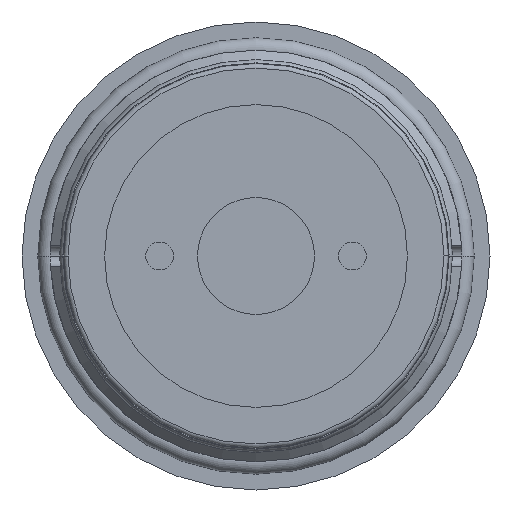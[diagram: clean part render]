
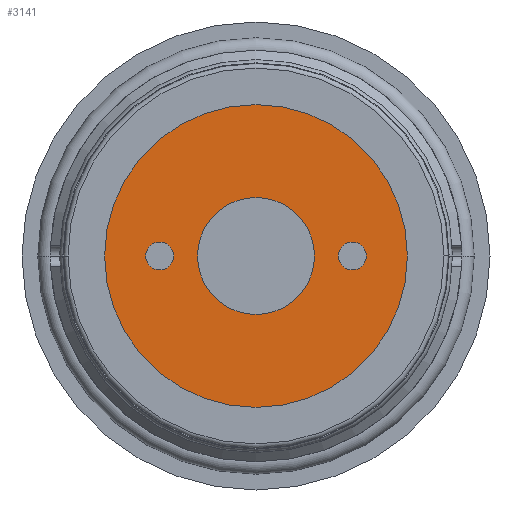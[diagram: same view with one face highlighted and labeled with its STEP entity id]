
A CAD part, front view. The second image highlights one B-rep face of the part: STEP entity #3141.
In plain terms, the highlighted face is planar.
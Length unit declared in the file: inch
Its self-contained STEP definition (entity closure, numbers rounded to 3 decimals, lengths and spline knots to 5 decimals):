
#2717=CARTESIAN_POINT('',(0.,0.,0.));
#2718=DIRECTION('',(-1.,0.,0.));
#2719=DIRECTION('',(0.,1.,0.));
#2720=AXIS2_PLACEMENT_3D('',#2717,#2718,#2719);
#2726=CARTESIAN_POINT('',(0.,0.,0.));
#2727=DIRECTION('',(-1.,0.,0.));
#2728=DIRECTION('',(0.,-1.,0.));
#2729=AXIS2_PLACEMENT_3D('',#2726,#2727,#2728);
#2734=CARTESIAN_POINT('',(0.,-0.4375,0.));
#2735=DIRECTION('',(-1.,0.,0.));
#2736=DIRECTION('',(0.,1.,0.));
#2737=AXIS2_PLACEMENT_3D('',#2734,#2735,#2736);
#2742=CARTESIAN_POINT('',(0.,-0.4375,0.));
#2743=DIRECTION('',(-1.,0.,0.));
#2744=DIRECTION('',(0.,-1.,0.));
#2745=AXIS2_PLACEMENT_3D('',#2742,#2743,#2744);
#2750=CARTESIAN_POINT('',(0.,0.4375,0.));
#2751=DIRECTION('',(-1.,0.,0.));
#2752=DIRECTION('',(0.,-1.,0.));
#2753=AXIS2_PLACEMENT_3D('',#2750,#2751,#2752);
#2758=CARTESIAN_POINT('',(0.,0.4375,0.));
#2759=DIRECTION('',(-1.,0.,0.));
#2760=DIRECTION('',(0.,1.,0.));
#2761=AXIS2_PLACEMENT_3D('',#2758,#2759,#2760);
#2780=CARTESIAN_POINT('',(0.,0.,0.));
#2781=DIRECTION('',(1.,0.,0.));
#2782=DIRECTION('',(0.,-1.,0.));
#2783=AXIS2_PLACEMENT_3D('',#2780,#2781,#2782);
#2788=CARTESIAN_POINT('',(0.,0.,0.));
#2789=DIRECTION('',(-1.,0.,0.));
#2790=DIRECTION('',(0.,-1.,0.));
#2791=AXIS2_PLACEMENT_3D('',#2788,#2789,#2790);
#3056=CARTESIAN_POINT('',(0.,-0.6875,0.));
#3058=VERTEX_POINT('',#3056);
#3060=CARTESIAN_POINT('',(0.,0.6875,0.));
#3062=VERTEX_POINT('',#3060);
#3080=CARTESIAN_POINT('',(0.,0.2655,0.));
#3081=CARTESIAN_POINT('',(0.,-0.2655,0.));
#3082=VERTEX_POINT('',#3080);
#3083=VERTEX_POINT('',#3081);
#3100=CARTESIAN_POINT('',(0.,-0.374,0.));
#3101=CARTESIAN_POINT('',(0.,-0.501,0.));
#3102=VERTEX_POINT('',#3100);
#3103=VERTEX_POINT('',#3101);
#3108=CARTESIAN_POINT('',(0.,0.374,0.));
#3109=CARTESIAN_POINT('',(0.,0.501,0.));
#3110=VERTEX_POINT('',#3108);
#3111=VERTEX_POINT('',#3109);
#3112=CARTESIAN_POINT('',(0.,0.,0.));
#3113=DIRECTION('',(-1.,0.,0.));
#3114=DIRECTION('',(0.,1.,0.));
#3115=AXIS2_PLACEMENT_3D('',#3112,#3113,#3114);
#3116=PLANE('',#3115);
#3118=ORIENTED_EDGE('',*,*,#3117,.T.);
#3120=ORIENTED_EDGE('',*,*,#3119,.F.);
#3121=EDGE_LOOP('',(#3118,#3120));
#3122=FACE_OUTER_BOUND('',#3121,.F.);
#3124=ORIENTED_EDGE('',*,*,#3123,.T.);
#3126=ORIENTED_EDGE('',*,*,#3125,.T.);
#3127=EDGE_LOOP('',(#3124,#3126));
#3128=FACE_BOUND('',#3127,.F.);
#3130=ORIENTED_EDGE('',*,*,#3129,.T.);
#3132=ORIENTED_EDGE('',*,*,#3131,.T.);
#3133=EDGE_LOOP('',(#3130,#3132));
#3134=FACE_BOUND('',#3133,.F.);
#3136=ORIENTED_EDGE('',*,*,#3135,.T.);
#3138=ORIENTED_EDGE('',*,*,#3137,.T.);
#3139=EDGE_LOOP('',(#3136,#3138));
#3140=FACE_BOUND('',#3139,.F.);
#2721=CIRCLE('',#2720,0.2655);
#2730=CIRCLE('',#2729,0.2655);
#2738=CIRCLE('',#2737,0.0635);
#2746=CIRCLE('',#2745,0.0635);
#2754=CIRCLE('',#2753,0.0635);
#2762=CIRCLE('',#2761,0.0635);
#2784=CIRCLE('',#2783,0.6875);
#2792=CIRCLE('',#2791,0.6875);
#3117=EDGE_CURVE('',#3058,#3062,#2784,.T.);
#3119=EDGE_CURVE('',#3058,#3062,#2792,.T.);
#3123=EDGE_CURVE('',#3082,#3083,#2721,.T.);
#3125=EDGE_CURVE('',#3083,#3082,#2730,.T.);
#3129=EDGE_CURVE('',#3102,#3103,#2738,.T.);
#3131=EDGE_CURVE('',#3103,#3102,#2746,.T.);
#3135=EDGE_CURVE('',#3110,#3111,#2754,.T.);
#3137=EDGE_CURVE('',#3111,#3110,#2762,.T.);
#3141=ADVANCED_FACE('',(#3122,#3128,#3134,#3140),#3116,.T.);
